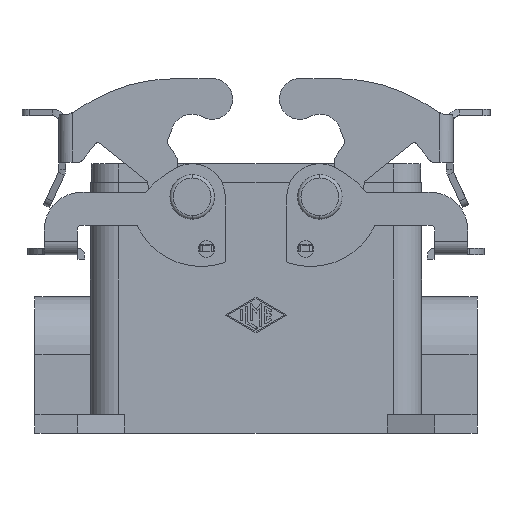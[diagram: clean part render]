
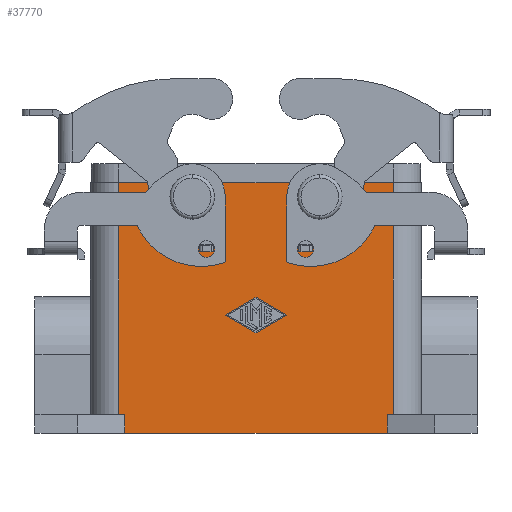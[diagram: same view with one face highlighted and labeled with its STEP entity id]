
A CAD part, front view. The second image highlights one B-rep face of the part: STEP entity #37770.
In plain terms, the highlighted planar face has unit normal (0, -1, 0).
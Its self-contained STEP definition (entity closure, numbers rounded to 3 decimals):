
#11570=CARTESIAN_POINT('',(0.,-22.25,
-1.5));
#11580=VERTEX_POINT('',#11570);
#11630=CARTESIAN_POINT('',(0.,-22.25,0.));
#11640=DIRECTION('',(0.,1.,0.));
#11650=DIRECTION('',(0.,0.,1.));
#11660=AXIS2_PLACEMENT_3D('',#11630,#11640,#11650);
#11670=CIRCLE('',#11660,1.5);
#11680=CARTESIAN_POINT('',(0.,-22.25,1.5)
);
#11690=VERTEX_POINT('',#11680);
#11700=EDGE_CURVE('',#11580,#11690,#11670,.T.);
#16430=CARTESIAN_POINT('',(-27.,-22.25,-1.5));
#16440=VERTEX_POINT('',#16430);
#16620=CARTESIAN_POINT('',(-27.,-22.25,1.5));
#16630=VERTEX_POINT('',#16620);
#16660=CARTESIAN_POINT('',(-27.,-22.25,0.));
#16670=DIRECTION('',(0.,1.,0.));
#16680=DIRECTION('',(0.,0.,1.));
#16690=AXIS2_PLACEMENT_3D('',#16660,#16670,#16680);
#16700=CIRCLE('',#16690,1.5);
#16710=EDGE_CURVE('',#16630,#16440,#16700,.T.);
#29190=CARTESIAN_POINT('',(-13.5,-22.25,-28.749));
#29200=VERTEX_POINT('',#29190);
#29250=CARTESIAN_POINT('',(-13.5,-22.25,-28.749));
#29260=DIRECTION('',(-0.866,0.,0.5));
#29270=VECTOR('',#29260,7.504);
#29280=LINE('',#29250,#29270);
#29290=CARTESIAN_POINT('',(-20.,-22.25,-25.));
#29300=VERTEX_POINT('',#29290);
#29310=EDGE_CURVE('',#29200,#29300,#29280,.T.);
#29590=CARTESIAN_POINT('',(-7.,-22.25,-25.));
#29600=VERTEX_POINT('',#29590);
#29650=CARTESIAN_POINT('',(-7.,-22.25,-25.));
#29660=DIRECTION('',(-0.866,0.,-0.5));
#29670=VECTOR('',#29660,7.504);
#29680=LINE('',#29650,#29670);
#29690=EDGE_CURVE('',#29600,#29200,#29680,.T.);
#29900=CARTESIAN_POINT('',(-13.5,-22.25,-21.251));
#29910=VERTEX_POINT('',#29900);
#29960=CARTESIAN_POINT('',(-13.5,-22.25,-21.251));
#29970=DIRECTION('',(0.866,0.,-0.5));
#29980=VECTOR('',#29970,7.504);
#29990=LINE('',#29960,#29980);
#30000=EDGE_CURVE('',#29910,#29600,#29990,.T.);
#30180=CARTESIAN_POINT('',(-20.,-22.25,-25.));
#30190=DIRECTION('',(0.866,0.,0.5));
#30200=VECTOR('',#30190,7.504);
#30210=LINE('',#30180,#30200);
#30220=EDGE_CURVE('',#29300,#29910,#30210,.T.);
#36900=CARTESIAN_POINT('',(14.25,-22.25,-50.));
#36910=DIRECTION('',(0.,-1.,0.));
#36920=DIRECTION('',(0.,0.,-1.));
#36930=AXIS2_PLACEMENT_3D('',#36900,#36910,#36920);
#36940=PLANE('',#36930);
#36950=CARTESIAN_POINT('',(-41.25,-22.25,-46.));
#36960=DIRECTION('',(-1.,0.,0.));
#36970=VECTOR('',#36960,1.25);
#36980=LINE('',#36950,#36970);
#36990=CARTESIAN_POINT('',(-41.25,-22.25,-46.));
#37000=VERTEX_POINT('',#36990);
#37010=CARTESIAN_POINT('',(-42.5,-22.25,-46.));
#37020=VERTEX_POINT('',#37010);
#37030=EDGE_CURVE('',#37000,#37020,#36980,.T.);
#37040=ORIENTED_EDGE('',*,*,#37030,.F.);
#37050=CARTESIAN_POINT('',(-42.5,-22.25,-46.));
#37060=DIRECTION('',(0.,0.,1.));
#37070=VECTOR('',#37060,49.);
#37080=LINE('',#37050,#37070);
#37090=CARTESIAN_POINT('',(-42.5,-22.25,3.));
#37100=VERTEX_POINT('',#37090);
#37110=EDGE_CURVE('',#37020,#37100,#37080,.T.);
#37120=ORIENTED_EDGE('',*,*,#37110,.F.);
#37130=CARTESIAN_POINT('',(15.5,-22.25,3.));
#37140=DIRECTION('',(-1.,0.,0.));
#37150=VECTOR('',#37140,58.);
#37160=LINE('',#37130,#37150);
#37170=CARTESIAN_POINT('',(15.5,-22.25,3.));
#37180=VERTEX_POINT('',#37170);
#37190=EDGE_CURVE('',#37180,#37100,#37160,.T.);
#37200=ORIENTED_EDGE('',*,*,#37190,.T.);
#37210=CARTESIAN_POINT('',(15.5,-22.25,-46.));
#37220=DIRECTION('',(0.,0.,1.));
#37230=VECTOR('',#37220,49.);
#37240=LINE('',#37210,#37230);
#37250=CARTESIAN_POINT('',(15.5,-22.25,-46.));
#37260=VERTEX_POINT('',#37250);
#37270=EDGE_CURVE('',#37260,#37180,#37240,.T.);
#37280=ORIENTED_EDGE('',*,*,#37270,.T.);
#37290=CARTESIAN_POINT('',(15.5,-22.25,-46.));
#37300=DIRECTION('',(-1.,0.,0.));
#37310=VECTOR('',#37300,1.25);
#37320=LINE('',#37290,#37310);
#37330=CARTESIAN_POINT('',(14.25,-22.25,-46.));
#37340=VERTEX_POINT('',#37330);
#37350=EDGE_CURVE('',#37260,#37340,#37320,.T.);
#37360=ORIENTED_EDGE('',*,*,#37350,.F.);
#37370=CARTESIAN_POINT('',(14.25,-22.25,-50.));
#37380=DIRECTION('',(0.,0.,1.));
#37390=VECTOR('',#37380,4.);
#37400=LINE('',#37370,#37390);
#37410=CARTESIAN_POINT('',(14.25,-22.25,-50.));
#37420=VERTEX_POINT('',#37410);
#37430=EDGE_CURVE('',#37420,#37340,#37400,.T.);
#37440=ORIENTED_EDGE('',*,*,#37430,.T.);
#37450=CARTESIAN_POINT('',(14.25,-22.25,-50.));
#37460=DIRECTION('',(-1.,0.,0.));
#37470=VECTOR('',#37460,55.5);
#37480=LINE('',#37450,#37470);
#37490=CARTESIAN_POINT('',(-41.25,-22.25,-50.));
#37500=VERTEX_POINT('',#37490);
#37510=EDGE_CURVE('',#37420,#37500,#37480,.T.);
#37520=ORIENTED_EDGE('',*,*,#37510,.F.);
#37530=CARTESIAN_POINT('',(-41.25,-22.25,-50.));
#37540=DIRECTION('',(0.,0.,1.));
#37550=VECTOR('',#37540,4.);
#37560=LINE('',#37530,#37550);
#37570=EDGE_CURVE('',#37500,#37000,#37560,.T.);
#37580=ORIENTED_EDGE('',*,*,#37570,.F.);
#37590=EDGE_LOOP('',(#37580,#37520,#37440,#37360,#37280,#37200,#37120,
#37040));
#37600=FACE_OUTER_BOUND('',#37590,.T.);
#37610=ORIENTED_EDGE('',*,*,#11700,.T.);
#37620=EDGE_CURVE('',#11690,#11580,#11670,.T.);
#37630=ORIENTED_EDGE('',*,*,#37620,.T.);
#37640=EDGE_LOOP('',(#37630,#37610));
#37650=FACE_BOUND('',#37640,.T.);
#37660=EDGE_CURVE('',#16440,#16630,#16700,.T.);
#37670=ORIENTED_EDGE('',*,*,#37660,.T.);
#37680=ORIENTED_EDGE('',*,*,#16710,.T.);
#37690=EDGE_LOOP('',(#37680,#37670));
#37700=FACE_BOUND('',#37690,.T.);
#37710=ORIENTED_EDGE('',*,*,#29690,.T.);
#37720=ORIENTED_EDGE('',*,*,#30000,.T.);
#37730=ORIENTED_EDGE('',*,*,#30220,.T.);
#37740=ORIENTED_EDGE('',*,*,#29310,.T.);
#37750=EDGE_LOOP('',(#37740,#37730,#37720,#37710));
#37760=FACE_BOUND('',#37750,.T.);
#37770=ADVANCED_FACE('',(#37600,#37650,#37700,#37760),#36940,.T.);
